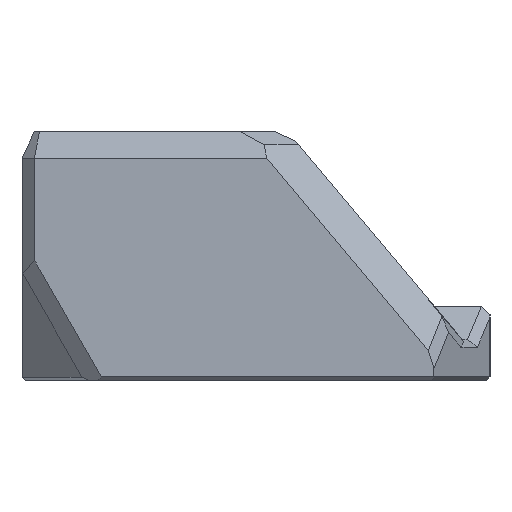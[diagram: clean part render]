
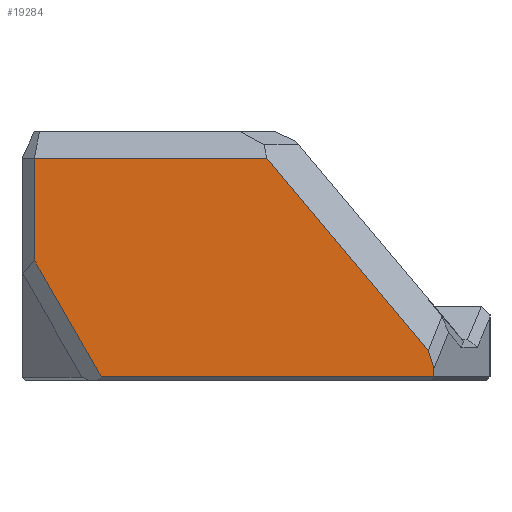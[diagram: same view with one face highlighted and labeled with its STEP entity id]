
A CAD part, left-side view. The second image highlights one B-rep face of the part: STEP entity #19284.
In plain terms, the highlighted planar face has unit normal (-1, 0, 0).
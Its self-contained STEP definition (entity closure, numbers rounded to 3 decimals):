
#570=PLANE('',#20125);
#1244=FACE_OUTER_BOUND('',#2360,.T.);
#2360=EDGE_LOOP('',(#14709,#14710,#14711,#14712,#14713,#14714,#14715));
#3630=LINE('',#30961,#5240);
#3649=LINE('',#30998,#5259);
#3664=LINE('',#31030,#5274);
#3715=LINE('',#31129,#5325);
#3716=LINE('',#31132,#5326);
#3717=LINE('',#31134,#5327);
#3718=LINE('',#31135,#5328);
#5240=VECTOR('',#21501,10.);
#5259=VECTOR('',#21538,10.);
#5274=VECTOR('',#21563,10.);
#5325=VECTOR('',#21652,10.);
#5326=VECTOR('',#21655,10.);
#5327=VECTOR('',#21656,10.);
#5328=VECTOR('',#21657,10.);
#8214=VERTEX_POINT('',#30959);
#8215=VERTEX_POINT('',#30960);
#8224=VERTEX_POINT('',#30997);
#8235=VERTEX_POINT('',#31027);
#8236=VERTEX_POINT('',#31029);
#8266=VERTEX_POINT('',#31131);
#8267=VERTEX_POINT('',#31133);
#10506=EDGE_CURVE('',#8214,#8215,#3630,.T.);
#10525=EDGE_CURVE('',#8215,#8224,#3649,.T.);
#10540=EDGE_CURVE('',#8235,#8236,#3664,.T.);
#10591=EDGE_CURVE('',#8214,#8236,#3715,.T.);
#10592=EDGE_CURVE('',#8266,#8235,#3716,.T.);
#10593=EDGE_CURVE('',#8267,#8266,#3717,.T.);
#10594=EDGE_CURVE('',#8224,#8267,#3718,.T.);
#14709=ORIENTED_EDGE('',*,*,#10506,.F.);
#14710=ORIENTED_EDGE('',*,*,#10591,.T.);
#14711=ORIENTED_EDGE('',*,*,#10540,.F.);
#14712=ORIENTED_EDGE('',*,*,#10592,.F.);
#14713=ORIENTED_EDGE('',*,*,#10593,.F.);
#14714=ORIENTED_EDGE('',*,*,#10594,.F.);
#14715=ORIENTED_EDGE('',*,*,#10525,.F.);
#19284=ADVANCED_FACE('',(#1244),#570,.T.);
#20125=AXIS2_PLACEMENT_3D('',#31130,#21653,#21654);
#21501=DIRECTION('',(0.,1.,0.));
#21538=DIRECTION('',(0.,0.497,0.868));
#21563=DIRECTION('',(0.,-0.297,-0.955));
#21652=DIRECTION('',(0.,0.,1.));
#21653=DIRECTION('center_axis',(-1.,0.,0.));
#21654=DIRECTION('ref_axis',(0.,-1.,0.));
#21655=DIRECTION('',(0.,-0.643,-0.766));
#21656=DIRECTION('',(0.,-1.,0.));
#21657=DIRECTION('',(0.,0.,1.));
#30959=CARTESIAN_POINT('',(-75.07,-20.,0.4));
#30960=CARTESIAN_POINT('',(-75.07,20.376,0.4));
#30961=CARTESIAN_POINT('',(-75.07,15.8,0.4));
#30997=CARTESIAN_POINT('',(-75.07,28.5,14.593));
#30998=CARTESIAN_POINT('',(-75.07,17.684,-4.302));
#31027=CARTESIAN_POINT('',(-75.07,-19.313,3.596));
#31029=CARTESIAN_POINT('',(-75.07,-20.,1.383));
#31030=CARTESIAN_POINT('',(-75.07,-17.57,9.205));
#31129=CARTESIAN_POINT('',(-75.07,-20.,0.));
#31130=CARTESIAN_POINT('Origin',(-75.07,30.,0.));
#31131=CARTESIAN_POINT('',(-75.07,0.269,26.933));
#31132=CARTESIAN_POINT('',(-75.07,-11.715,12.651));
#31133=CARTESIAN_POINT('',(-75.07,28.5,26.933));
#31134=CARTESIAN_POINT('',(-75.07,17.5,26.933));
#31135=CARTESIAN_POINT('',(-75.07,28.5,0.));
